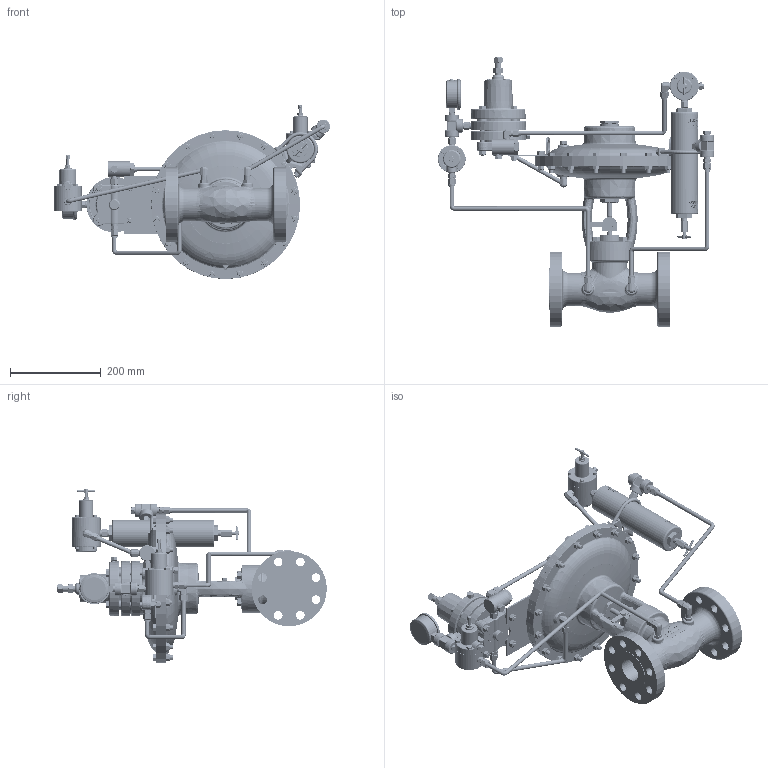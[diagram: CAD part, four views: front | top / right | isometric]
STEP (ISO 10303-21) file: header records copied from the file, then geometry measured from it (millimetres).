
FILE_DESCRIPTION (( 'STEP AP214' ), '1' );
FILE_NAME ('CVS2300RF30-HPPR.STEP', '2024-09-10T15:45:35', ( '' ), ( '' ), 'SwSTEP 2.0', 'SolidWorks 2019', '' );
FILE_SCHEMA (( 'AUTOMOTIVE_DESIGN' ));
Length unit declared in the file: inch
Products named in the file (1): CVS2300RF30-HPPR
Bounding box: 607.21 x 592.61 x 383.15 mm (x, y, z)
Volume: 11995143.4 mm3; surface area: 1331565.8 mm2
Topology: 25 solids, 25 shells, 8468 faces, 21670 edges, 13651 vertices
Faces by surface type: plane 3389, bspline 2330, cone 1149, cylinder 1080, torus 453, sphere 67
Entity records: 423596 total; most frequent: CARTESIAN_POINT 202332, ORIENTED_EDGE 43142, DIRECTION 30125, EDGE_CURVE 21571, VERTEX_POINT 13651, AXIS2_PLACEMENT_3D 10555, EDGE_LOOP 9052, LINE 9015
